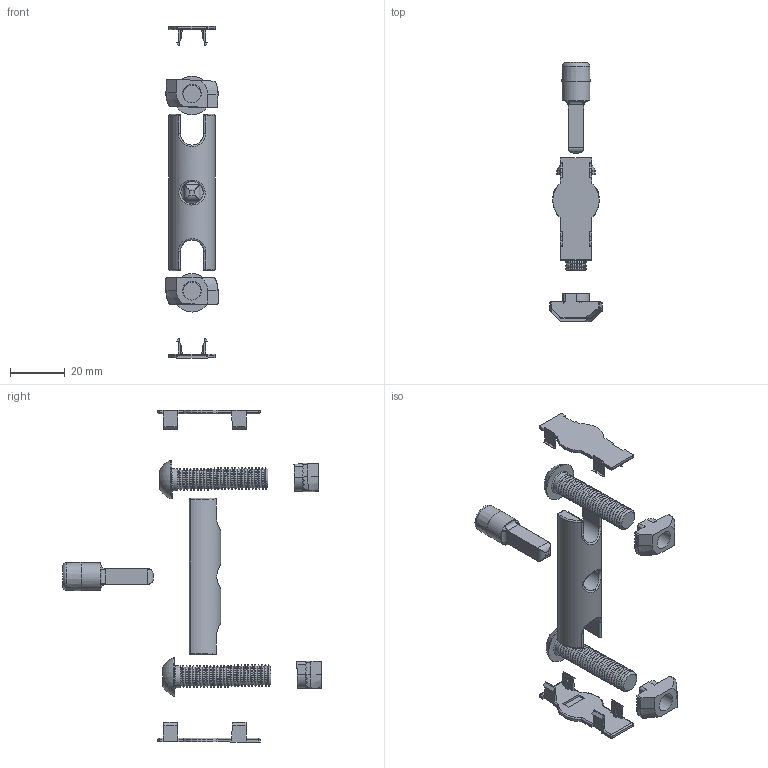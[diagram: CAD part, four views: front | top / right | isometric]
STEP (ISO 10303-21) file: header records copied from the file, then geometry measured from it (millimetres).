
FILE_DESCRIPTION(/* description */ (''),/* implementation_level */ '2;1');
FILE_NAME(/* name */ 'VB-3020_Bolzenverbinder_60-10.stp',/* time_stamp */ '2020-07-21T11:43:34+02:00',/* author */ ('jmaun'),/* organization */ (''),/* preprocessor_version */ 'ST-DEVELOPER v17',/* originating_system */ 'Autodesk Inventor 2019',/* authorisation */ '');
FILE_SCHEMA (('AUTOMOTIVE_DESIGN { 1 0 10303 214 3 1 1 }'));
Length unit declared in the file: millimetre
Products named in the file (1): VB-3020_Bolzenverbinder_60-10
Bounding box: 19 x 94.32 x 120.96 mm (x, y, z)
Volume: 15145.1 mm3; surface area: 12022.8 mm2
Topology: 8 solids, 8 shells, 724 faces, 2057 edges, 1316 vertices
Faces by surface type: plane 306, cylinder 227, cone 114, sphere 38, bspline 24, torus 15
Full cylindrical faces by diameter (mm): 6.8 x2, 8 x54, 8.1 x1, 10.1 x1, 14 x2
Entity records: 26806 total; most frequent: CARTESIAN_POINT 6871, DIRECTION 4200, ORIENTED_EDGE 4030, EDGE_CURVE 2015, AXIS2_PLACEMENT_3D 1569, VERTEX_POINT 1316, LINE 1062, VECTOR 1062
